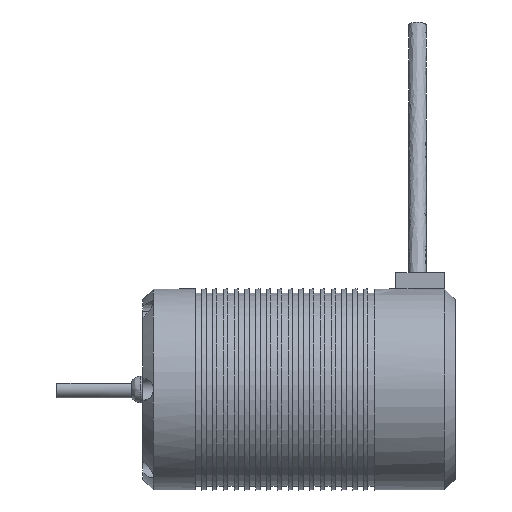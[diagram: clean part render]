
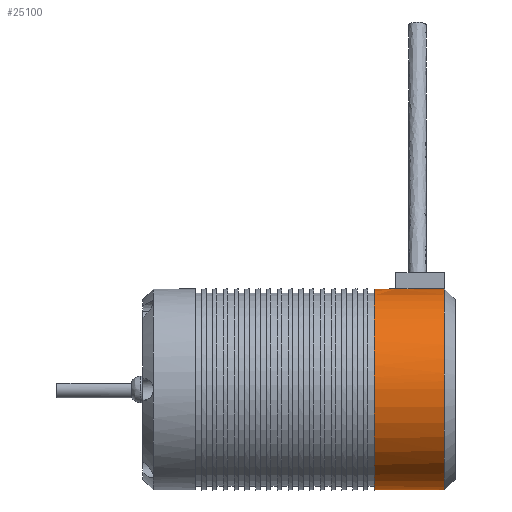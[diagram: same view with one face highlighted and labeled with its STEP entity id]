
A CAD part, front view. The second image highlights one B-rep face of the part: STEP entity #25100.
In plain terms, the highlighted free-form (B-spline) face has degree [2, 1] with [9, 2] control points.
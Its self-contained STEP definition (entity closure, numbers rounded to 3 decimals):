
#24892 = VERTEX_POINT('',#24893);
#24893 = CARTESIAN_POINT('',(48.237,0.,19.141));
#24907 = VERTEX_POINT('',#24908);
#24908 = CARTESIAN_POINT('',(48.237,16.576,
    9.57));
#24913 = EDGE_CURVE('',#24892,#24907,#24914,.T.);
#24914 = ( BOUNDED_CURVE() B_SPLINE_CURVE(2,(#24915,#24916,#24917),
.UNSPECIFIED.,.F.,.F.) B_SPLINE_CURVE_WITH_KNOTS((3,3),(4.712,
5.76),.PIECEWISE_BEZIER_KNOTS.) CURVE() 
GEOMETRIC_REPRESENTATION_ITEM() RATIONAL_B_SPLINE_CURVE((1.,
0.866,1.)) REPRESENTATION_ITEM('') );
#24915 = CARTESIAN_POINT('',(48.237,0.,
    19.141));
#24916 = CARTESIAN_POINT('',(48.237,11.051,
    19.141));
#24917 = CARTESIAN_POINT('',(48.237,16.576,
    9.57));
#24928 = VERTEX_POINT('',#24929);
#24929 = CARTESIAN_POINT('',(57.474,0.,19.141));
#24937 = VERTEX_POINT('',#24938);
#24938 = CARTESIAN_POINT('',(57.474,16.576,
    9.57));
#25074 = EDGE_CURVE('',#24907,#24937,#25075,.T.);
#25075 = B_SPLINE_CURVE_WITH_KNOTS('',1,(#25076,#25077),.UNSPECIFIED.,
  .F.,.F.,(2,2),(47.,56.),.PIECEWISE_BEZIER_KNOTS.);
#25076 = CARTESIAN_POINT('',(48.237,16.576,
    9.57));
#25077 = CARTESIAN_POINT('',(57.474,16.576,
    9.57));
#25090 = EDGE_CURVE('',#24928,#24892,#25091,.T.);
#25091 = B_SPLINE_CURVE_WITH_KNOTS('',1,(#25092,#25093),.UNSPECIFIED.,
  .F.,.F.,(2,2),(-56.,-47.),.PIECEWISE_BEZIER_KNOTS.);
#25092 = CARTESIAN_POINT('',(57.474,0.,19.141));
#25093 = CARTESIAN_POINT('',(48.237,0.,19.141));
#25100 = ADVANCED_FACE('',(#25101),#25140,.T.);
#25101 = FACE_BOUND('',#25102,.T.);
#25102 = EDGE_LOOP('',(#25103,#25104,#25105,#25106,#25116,#25123,#25133,
    #25134));
#25103 = ORIENTED_EDGE('',*,*,#25090,.T.);
#25104 = ORIENTED_EDGE('',*,*,#24913,.T.);
#25105 = ORIENTED_EDGE('',*,*,#25074,.T.);
#25106 = ORIENTED_EDGE('',*,*,#25107,.F.);
#25107 = EDGE_CURVE('',#25108,#24937,#25110,.T.);
#25108 = VERTEX_POINT('',#25109);
#25109 = CARTESIAN_POINT('',(57.474,-19.141,
    0.));
#25110 = ( BOUNDED_CURVE() B_SPLINE_CURVE(2,(#25111,#25112,#25113,#25114
,#25115),.UNSPECIFIED.,.F.,.F.) B_SPLINE_CURVE_WITH_KNOTS((3,2,3),(
    3.142,4.974,6.807),
.PIECEWISE_BEZIER_KNOTS.) CURVE() GEOMETRIC_REPRESENTATION_ITEM() 
RATIONAL_B_SPLINE_CURVE((1.,0.609,1.,0.609,1.)) 
REPRESENTATION_ITEM('') );
#25111 = CARTESIAN_POINT('',(57.474,-19.141,
    0.));
#25112 = CARTESIAN_POINT('',(57.474,-19.141,
    -24.945));
#25113 = CARTESIAN_POINT('',(57.474,4.954,
    -18.489));
#25114 = CARTESIAN_POINT('',(57.474,29.049,
    -12.032));
#25115 = CARTESIAN_POINT('',(57.474,16.576,
    9.57));
#25116 = ORIENTED_EDGE('',*,*,#25117,.T.);
#25117 = EDGE_CURVE('',#25108,#25118,#25120,.T.);
#25118 = VERTEX_POINT('',#25119);
#25119 = CARTESIAN_POINT('',(44.132,-19.141,
    0.));
#25120 = B_SPLINE_CURVE_WITH_KNOTS('',1,(#25121,#25122),.UNSPECIFIED.,
  .F.,.F.,(2,2),(-56.,-43.),.PIECEWISE_BEZIER_KNOTS.);
#25121 = CARTESIAN_POINT('',(57.474,-19.141,
    0.));
#25122 = CARTESIAN_POINT('',(44.132,-19.141,
    0.));
#25123 = ORIENTED_EDGE('',*,*,#25124,.T.);
#25124 = EDGE_CURVE('',#25118,#25118,#25125,.T.);
#25125 = ( BOUNDED_CURVE() B_SPLINE_CURVE(2,(#25126,#25127,#25128,#25129
    ,#25130,#25131,#25132),.UNSPECIFIED.,.T.,.F.) 
B_SPLINE_CURVE_WITH_KNOTS((3,2,2,3),(3.142,5.236,
7.33,9.425),.PIECEWISE_BEZIER_KNOTS.) CURVE() 
GEOMETRIC_REPRESENTATION_ITEM() RATIONAL_B_SPLINE_CURVE((1.,0.5,1.,0.5,
1.,0.5,1.)) REPRESENTATION_ITEM('') );
#25126 = CARTESIAN_POINT('',(44.132,-19.141,
    0.));
#25127 = CARTESIAN_POINT('',(44.132,-19.141,
    -33.153));
#25128 = CARTESIAN_POINT('',(44.132,9.57,
    -16.576));
#25129 = CARTESIAN_POINT('',(44.132,38.282,
    0.));
#25130 = CARTESIAN_POINT('',(44.132,9.57,
    16.576));
#25131 = CARTESIAN_POINT('',(44.132,-19.141,
    33.153));
#25132 = CARTESIAN_POINT('',(44.132,-19.141,
    0.));
#25133 = ORIENTED_EDGE('',*,*,#25117,.F.);
#25134 = ORIENTED_EDGE('',*,*,#25135,.F.);
#25135 = EDGE_CURVE('',#24928,#25108,#25136,.T.);
#25136 = ( BOUNDED_CURVE() B_SPLINE_CURVE(2,(#25137,#25138,#25139),
.UNSPECIFIED.,.F.,.F.) B_SPLINE_CURVE_WITH_KNOTS((3,3),(1.571,
3.142),.PIECEWISE_BEZIER_KNOTS.) CURVE() 
GEOMETRIC_REPRESENTATION_ITEM() RATIONAL_B_SPLINE_CURVE((1.,
0.707,1.)) REPRESENTATION_ITEM('') );
#25137 = CARTESIAN_POINT('',(57.474,0.,
    19.141));
#25138 = CARTESIAN_POINT('',(57.474,-19.141,
    19.141));
#25139 = CARTESIAN_POINT('',(57.474,-19.141,
    0.));
#25140 = ( BOUNDED_SURFACE() B_SPLINE_SURFACE(2,1,(
    (#25141,#25142)
    ,(#25143,#25144)
    ,(#25145,#25146)
    ,(#25147,#25148)
    ,(#25149,#25150)
    ,(#25151,#25152)
    ,(#25153,#25154)
    ,(#25155,#25156)
    ,(#25157,#25158
)),.UNSPECIFIED.,.T.,.F.,.F.) B_SPLINE_SURFACE_WITH_KNOTS((3,2,2,2,3),(2
    ,2),(-3.142,-2.094,0.,2.094,3.142)
,(43.,56.),.UNSPECIFIED.) GEOMETRIC_REPRESENTATION_ITEM() 
RATIONAL_B_SPLINE_SURFACE((
    (0.75,0.75)
    ,(0.75,0.75)
    ,(1.,1.)
    ,(0.5,0.5)
    ,(1.,1.)
    ,(0.5,0.5)
    ,(1.,1.)
    ,(0.75,0.75)
,(0.75,0.75))) REPRESENTATION_ITEM('') SURFACE() );
#25141 = CARTESIAN_POINT('',(44.132,-19.141,0.));
#25142 = CARTESIAN_POINT('',(57.474,-19.141,0.));
#25143 = CARTESIAN_POINT('',(44.132,-19.141,
    -11.051));
#25144 = CARTESIAN_POINT('',(57.474,-19.141,
    -11.051));
#25145 = CARTESIAN_POINT('',(44.132,-9.57,
    -16.576));
#25146 = CARTESIAN_POINT('',(57.474,-9.57,
    -16.576));
#25147 = CARTESIAN_POINT('',(44.132,19.141,
    -33.153));
#25148 = CARTESIAN_POINT('',(57.474,19.141,
    -33.153));
#25149 = CARTESIAN_POINT('',(44.132,19.141,0.));
#25150 = CARTESIAN_POINT('',(57.474,19.141,0.));
#25151 = CARTESIAN_POINT('',(44.132,19.141,
    33.153));
#25152 = CARTESIAN_POINT('',(57.474,19.141,
    33.153));
#25153 = CARTESIAN_POINT('',(44.132,-9.57,
    16.576));
#25154 = CARTESIAN_POINT('',(57.474,-9.57,
    16.576));
#25155 = CARTESIAN_POINT('',(44.132,-19.141,
    11.051));
#25156 = CARTESIAN_POINT('',(57.474,-19.141,
    11.051));
#25157 = CARTESIAN_POINT('',(44.132,-19.141,0.));
#25158 = CARTESIAN_POINT('',(57.474,-19.141,0.));
